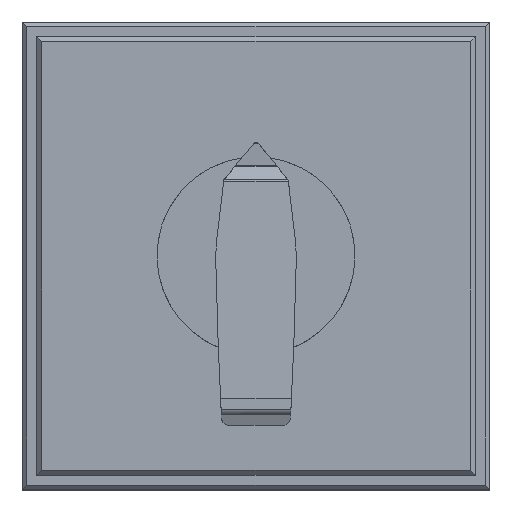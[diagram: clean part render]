
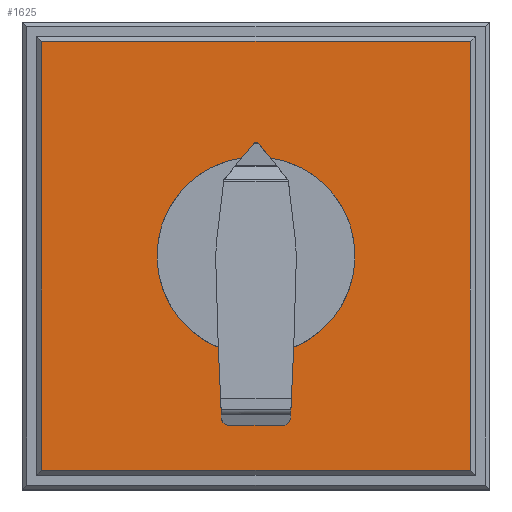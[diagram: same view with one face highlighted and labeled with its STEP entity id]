
A CAD part, top view. The second image highlights one B-rep face of the part: STEP entity #1625.
In plain terms, the highlighted planar face has unit normal (0, 0, 1).
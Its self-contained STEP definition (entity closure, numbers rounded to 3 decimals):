
#1562=CARTESIAN_POINT('',(-29.792,-29.792,97.66));
#1563=VERTEX_POINT('',#1562);
#1570=CARTESIAN_POINT('',(-29.792,29.792,97.66));
#1571=VERTEX_POINT('',#1570);
#1572=CARTESIAN_POINT('',(-29.792,-29.792,97.66));
#1573=DIRECTION('',(0.0,1.0,0.0));
#1574=VECTOR('',#1573,59.583);
#1575=LINE('',#1572,#1574);
#1576=EDGE_CURVE('',#1563,#1571,#1575,.T.);
#1595=CARTESIAN_POINT('',(0.0,0.,97.66));
#1596=DIRECTION('',(0.0,0.0,1.0));
#1597=DIRECTION('',(1.0,0.0,0.0));
#1598=AXIS2_PLACEMENT_3D('',#1595,#1596,#1597);
#1599=PLANE('',#1598);
#1600=ORIENTED_EDGE('',*,*,#1576,.F.);
#1601=CARTESIAN_POINT('',(29.792,-29.792,97.66));
#1602=VERTEX_POINT('',#1601);
#1603=CARTESIAN_POINT('',(29.792,-29.792,97.66));
#1604=DIRECTION('',(-1.0,0.0,0.0));
#1605=VECTOR('',#1604,59.583);
#1606=LINE('',#1603,#1605);
#1607=EDGE_CURVE('',#1602,#1563,#1606,.T.);
#1608=ORIENTED_EDGE('',*,*,#1607,.F.);
#1609=CARTESIAN_POINT('',(29.792,29.792,97.66));
#1610=VERTEX_POINT('',#1609);
#1611=CARTESIAN_POINT('',(29.792,29.792,97.66));
#1612=DIRECTION('',(0.0,-1.0,0.0));
#1613=VECTOR('',#1612,59.583);
#1614=LINE('',#1611,#1613);
#1615=EDGE_CURVE('',#1610,#1602,#1614,.T.);
#1616=ORIENTED_EDGE('',*,*,#1615,.F.);
#1617=CARTESIAN_POINT('',(-29.792,29.792,97.66));
#1618=DIRECTION('',(1.0,0.0,0.0));
#1619=VECTOR('',#1618,59.583);
#1620=LINE('',#1617,#1619);
#1621=EDGE_CURVE('',#1571,#1610,#1620,.T.);
#1622=ORIENTED_EDGE('',*,*,#1621,.F.);
#1623=EDGE_LOOP('',(#1600,#1608,#1616,#1622));
#1624=FACE_OUTER_BOUND('',#1623,.T.);
#1625=ADVANCED_FACE('',(#1624),#1599,.T.);
